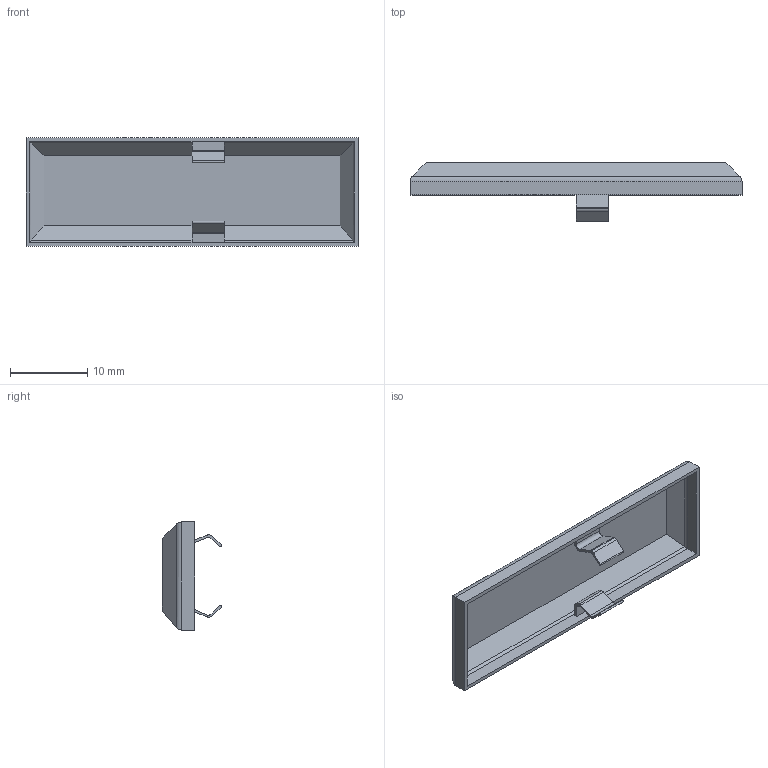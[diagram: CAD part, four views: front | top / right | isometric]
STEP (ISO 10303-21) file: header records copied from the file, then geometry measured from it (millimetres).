
FILE_DESCRIPTION (( 'STEP AP214' ), '1' );
FILE_NAME ('F000054_3D.step', '2022-06-06T12:17:38', ( '' ), ( '' ), 'SwSTEP 2.0', 'SolidWorks 2020', '' );
FILE_SCHEMA (( 'AUTOMOTIVE_DESIGN' ));
Length unit declared in the file: millimetre
Products named in the file (1): F000054_3D
Bounding box: 43 x 7.64 x 14 mm (x, y, z)
Volume: 454.1 mm3; surface area: 1930.3 mm2
Topology: 1 solids, 1 shells, 58 faces, 151 edges, 98 vertices
Faces by surface type: plane 35, cylinder 23
Entity records: 1823 total; most frequent: CARTESIAN_POINT 360, ORIENTED_EDGE 302, DIRECTION 291, EDGE_CURVE 151, LINE 105, VECTOR 105, VERTEX_POINT 98, AXIS2_PLACEMENT_3D 93
